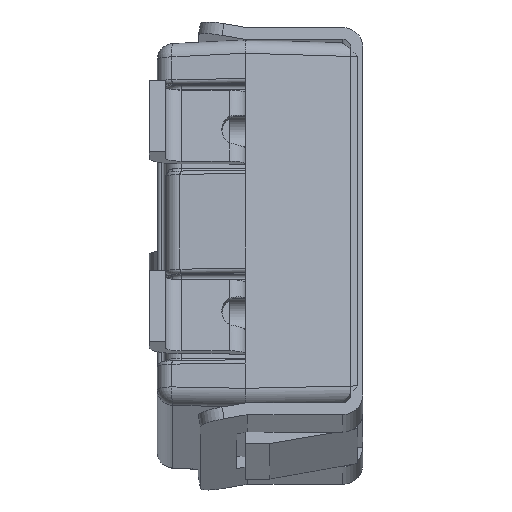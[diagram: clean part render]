
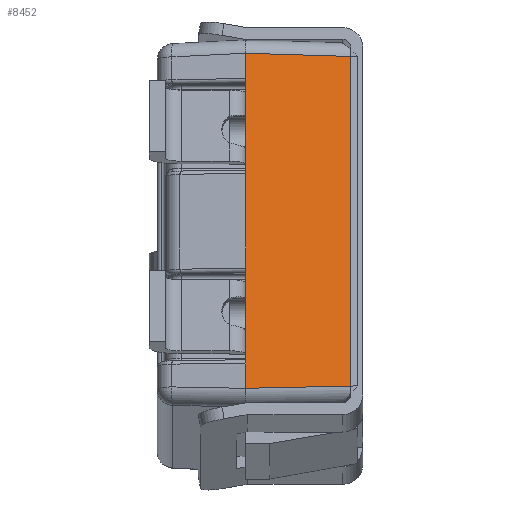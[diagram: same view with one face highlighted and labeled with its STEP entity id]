
A CAD part, left-side view. The second image highlights one B-rep face of the part: STEP entity #8452.
In plain terms, the highlighted face is planar.
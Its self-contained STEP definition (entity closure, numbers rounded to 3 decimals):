
#342=PLANE('',#10050);
#909=LINE('',#14323,#1788);
#954=LINE('',#14447,#1833);
#957=LINE('',#14453,#1836);
#958=LINE('',#14456,#1837);
#959=LINE('',#14458,#1838);
#960=LINE('',#14460,#1839);
#961=LINE('',#14462,#1840);
#962=LINE('',#14464,#1841);
#963=LINE('',#14465,#1842);
#964=LINE('',#14466,#1843);
#1788=VECTOR('',#11610,1000.);
#1833=VECTOR('',#11687,1000.);
#1836=VECTOR('',#11692,1000.);
#1837=VECTOR('',#11693,1000.);
#1838=VECTOR('',#11694,1000.);
#1839=VECTOR('',#11695,1000.);
#1840=VECTOR('',#11696,1000.);
#1841=VECTOR('',#11697,1000.);
#1842=VECTOR('',#11698,1000.);
#1843=VECTOR('',#11699,1000.);
#3421=ORIENTED_EDGE('',*,*,#5352,.F.);
#3422=ORIENTED_EDGE('',*,*,#5353,.T.);
#3423=ORIENTED_EDGE('',*,*,#5354,.T.);
#3424=ORIENTED_EDGE('',*,*,#5355,.T.);
#3425=ORIENTED_EDGE('',*,*,#5356,.T.);
#3426=ORIENTED_EDGE('',*,*,#5357,.T.);
#3427=ORIENTED_EDGE('',*,*,#5349,.F.);
#3428=ORIENTED_EDGE('',*,*,#5358,.F.);
#3429=ORIENTED_EDGE('',*,*,#5294,.F.);
#3430=ORIENTED_EDGE('',*,*,#5359,.F.);
#5294=EDGE_CURVE('',#6351,#6352,#909,.F.);
#5349=EDGE_CURVE('',#6405,#6406,#954,.F.);
#5352=EDGE_CURVE('',#6408,#6409,#957,.F.);
#5353=EDGE_CURVE('',#6408,#6410,#958,.F.);
#5354=EDGE_CURVE('',#6410,#6411,#959,.T.);
#5355=EDGE_CURVE('',#6411,#6412,#960,.T.);
#5356=EDGE_CURVE('',#6412,#6413,#961,.T.);
#5357=EDGE_CURVE('',#6413,#6406,#962,.T.);
#5358=EDGE_CURVE('',#6352,#6405,#963,.T.);
#5359=EDGE_CURVE('',#6409,#6351,#964,.T.);
#6351=VERTEX_POINT('',#14324);
#6352=VERTEX_POINT('',#14325);
#6405=VERTEX_POINT('',#14446);
#6406=VERTEX_POINT('',#14448);
#6408=VERTEX_POINT('',#14454);
#6409=VERTEX_POINT('',#14455);
#6410=VERTEX_POINT('',#14457);
#6411=VERTEX_POINT('',#14459);
#6412=VERTEX_POINT('',#14461);
#6413=VERTEX_POINT('',#14463);
#7294=EDGE_LOOP('',(#3421,#3422,#3423,#3424,#3425,#3426,#3427,#3428,#3429,
#3430));
#7811=FACE_BOUND('',#7294,.T.);
#8452=ADVANCED_FACE('',(#7811),#342,.T.);
#10050=AXIS2_PLACEMENT_3D('',#14452,#11690,#11691);
#11610=DIRECTION('',(0.,0.,1.));
#11687=DIRECTION('',(0.,0.,1.));
#11690=DIRECTION('',(-1.,0.026,0.));
#11691=DIRECTION('',(-0.026,-1.,0.));
#11692=DIRECTION('',(0.,0.,1.));
#11693=DIRECTION('',(-0.026,-0.999,0.026));
#11694=DIRECTION('',(0.018,0.698,-0.716));
#11695=DIRECTION('',(0.,0.,-1.));
#11696=DIRECTION('',(-0.018,-0.698,-0.716));
#11697=DIRECTION('',(-0.026,-0.999,-0.026));
#11698=DIRECTION('',(0.,0.,-1.));
#11699=DIRECTION('',(0.,0.,-1.));
#14323=CARTESIAN_POINT('',(-2.52,0.,0.));
#14324=CARTESIAN_POINT('',(-2.52,0.,0.6));
#14325=CARTESIAN_POINT('',(-2.52,0.,-0.6));
#14446=CARTESIAN_POINT('',(-2.52,0.,-1.8));
#14447=CARTESIAN_POINT('',(-2.52,0.,0.));
#14448=CARTESIAN_POINT('',(-2.52,0.,-2.12));
#14452=CARTESIAN_POINT('',(-2.52,0.,0.));
#14453=CARTESIAN_POINT('',(-2.52,0.,0.));
#14454=CARTESIAN_POINT('',(-2.52,0.,2.12));
#14455=CARTESIAN_POINT('',(-2.52,0.,1.8));
#14456=CARTESIAN_POINT('',(-2.519,0.055,2.119));
#14457=CARTESIAN_POINT('',(-2.483,1.4,2.083));
#14458=CARTESIAN_POINT('',(-2.474,1.759,1.715));
#14459=CARTESIAN_POINT('',(-2.483,1.4,2.083));
#14460=CARTESIAN_POINT('',(-2.483,1.4,-2.32));
#14461=CARTESIAN_POINT('',(-2.483,1.4,-2.083));
#14462=CARTESIAN_POINT('',(-2.474,1.759,-1.715));
#14463=CARTESIAN_POINT('',(-2.483,1.4,-2.083));
#14464=CARTESIAN_POINT('',(-2.519,0.055,-2.119));
#14465=CARTESIAN_POINT('',(-2.52,0.,-0.65));
#14466=CARTESIAN_POINT('',(-2.52,0.,1.75));
